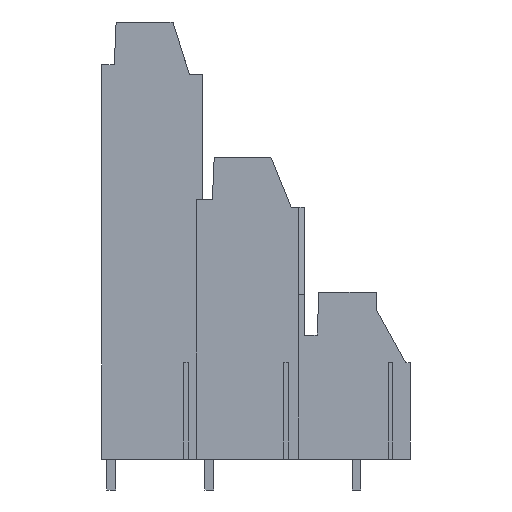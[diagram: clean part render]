
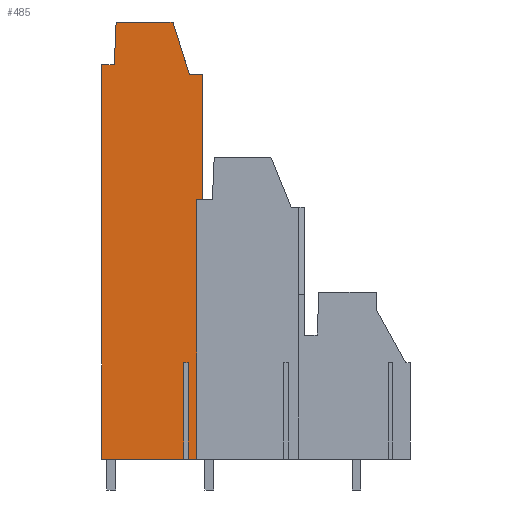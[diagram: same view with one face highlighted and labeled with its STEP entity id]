
A CAD part, left-side view. The second image highlights one B-rep face of the part: STEP entity #485.
In plain terms, the highlighted planar face has unit normal (-1, 0, 0).
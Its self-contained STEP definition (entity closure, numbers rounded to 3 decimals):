
#386=AXIS2_PLACEMENT_3D('Plane Axis2P3D',#383,#384,#385) ;
#109=CARTESIAN_POINT('Vertex',(2.5,30.488,48.47)) ;
#112=CARTESIAN_POINT('Line Origine',(2.5,41.393,48.47)) ;
#116=CARTESIAN_POINT('Vertex',(2.5,24.592,48.47)) ;
#357=CARTESIAN_POINT('Line Origine',(2.5,30.584,46.26)) ;
#361=CARTESIAN_POINT('Vertex',(2.5,30.681,44.05)) ;
#383=CARTESIAN_POINT('Axis2P3D Location',(2.5,21.84,31.2)) ;
#388=CARTESIAN_POINT('Line Origine',(2.5,22.131,25.835)) ;
#392=CARTESIAN_POINT('Vertex',(2.5,22.131,3.2)) ;
#394=CARTESIAN_POINT('Vertex',(2.5,22.131,30.05)) ;
#397=CARTESIAN_POINT('Line Origine',(2.5,26.745,30.05)) ;
#401=CARTESIAN_POINT('Vertex',(2.5,21.49,30.05)) ;
#404=CARTESIAN_POINT('Line Origine',(2.5,21.49,25.835)) ;
#408=CARTESIAN_POINT('Vertex',(2.5,21.49,43.)) ;
#411=CARTESIAN_POINT('Line Origine',(2.5,26.745,43.)) ;
#415=CARTESIAN_POINT('Vertex',(2.5,22.898,43.)) ;
#419=CARTESIAN_POINT('Control Point',(2.5,24.592,48.47)) ;
#420=CARTESIAN_POINT('Control Point',(2.5,22.898,43.)) ;
#422=CARTESIAN_POINT('Line Origine',(2.5,26.745,44.05)) ;
#426=CARTESIAN_POINT('Vertex',(2.5,32.,44.05)) ;
#429=CARTESIAN_POINT('Line Origine',(2.5,32.,25.835)) ;
#433=CARTESIAN_POINT('Vertex',(2.5,32.,3.2)) ;
#436=CARTESIAN_POINT('Line Origine',(2.5,26.745,3.2)) ;
#440=CARTESIAN_POINT('Vertex',(2.5,23.475,3.2)) ;
#443=CARTESIAN_POINT('Line Origine',(2.5,23.475,25.835)) ;
#447=CARTESIAN_POINT('Vertex',(2.5,23.475,13.2)) ;
#450=CARTESIAN_POINT('Line Origine',(2.5,26.745,13.2)) ;
#454=CARTESIAN_POINT('Vertex',(2.5,23.025,13.2)) ;
#457=CARTESIAN_POINT('Line Origine',(2.5,23.025,25.835)) ;
#461=CARTESIAN_POINT('Vertex',(2.5,23.025,3.2)) ;
#464=CARTESIAN_POINT('Line Origine',(2.5,26.745,3.2)) ;
#113=DIRECTION('Vector Direction',(0.,1.,0.)) ;
#358=DIRECTION('Vector Direction',(0.,0.044,-0.999)) ;
#384=DIRECTION('Axis2P3D Direction',(1.,0.,0.)) ;
#385=DIRECTION('Axis2P3D XDirection',(0.,1.,0.)) ;
#389=DIRECTION('Vector Direction',(0.,0.,1.)) ;
#398=DIRECTION('Vector Direction',(0.,1.,0.)) ;
#405=DIRECTION('Vector Direction',(0.,0.,1.)) ;
#412=DIRECTION('Vector Direction',(0.,1.,0.)) ;
#423=DIRECTION('Vector Direction',(0.,1.,0.)) ;
#430=DIRECTION('Vector Direction',(0.,0.,1.)) ;
#437=DIRECTION('Vector Direction',(0.,1.,0.)) ;
#444=DIRECTION('Vector Direction',(0.,0.,1.)) ;
#451=DIRECTION('Vector Direction',(0.,1.,0.)) ;
#458=DIRECTION('Vector Direction',(0.,0.,1.)) ;
#465=DIRECTION('Vector Direction',(0.,1.,0.)) ;
#114=VECTOR('Line Direction',#113,1.) ;
#359=VECTOR('Line Direction',#358,1.) ;
#390=VECTOR('Line Direction',#389,1.) ;
#399=VECTOR('Line Direction',#398,1.) ;
#406=VECTOR('Line Direction',#405,1.) ;
#413=VECTOR('Line Direction',#412,1.) ;
#424=VECTOR('Line Direction',#423,1.) ;
#431=VECTOR('Line Direction',#430,1.) ;
#438=VECTOR('Line Direction',#437,1.) ;
#445=VECTOR('Line Direction',#444,1.) ;
#452=VECTOR('Line Direction',#451,1.) ;
#459=VECTOR('Line Direction',#458,1.) ;
#466=VECTOR('Line Direction',#465,1.) ;
#470=ORIENTED_EDGE('',*,*,#396,.T.) ;
#471=ORIENTED_EDGE('',*,*,#403,.T.) ;
#472=ORIENTED_EDGE('',*,*,#410,.F.) ;
#473=ORIENTED_EDGE('',*,*,#417,.T.) ;
#474=ORIENTED_EDGE('',*,*,#421,.F.) ;
#475=ORIENTED_EDGE('',*,*,#118,.T.) ;
#476=ORIENTED_EDGE('',*,*,#363,.T.) ;
#477=ORIENTED_EDGE('',*,*,#428,.T.) ;
#478=ORIENTED_EDGE('',*,*,#435,.F.) ;
#479=ORIENTED_EDGE('',*,*,#442,.F.) ;
#480=ORIENTED_EDGE('',*,*,#449,.T.) ;
#481=ORIENTED_EDGE('',*,*,#456,.T.) ;
#482=ORIENTED_EDGE('',*,*,#463,.F.) ;
#483=ORIENTED_EDGE('',*,*,#468,.F.) ;
#485=ADVANCED_FACE('housing',(#484),#387,.F.) ;
#418=B_SPLINE_CURVE_WITH_KNOTS('',1,(#419,#420),.UNSPECIFIED.,.F.,.U.,(2,2),(-2.863,2.863),.UNSPECIFIED.) ;
#118=EDGE_CURVE('',#117,#110,#115,.T.) ;
#363=EDGE_CURVE('',#110,#362,#360,.T.) ;
#396=EDGE_CURVE('',#393,#395,#391,.T.) ;
#403=EDGE_CURVE('',#395,#402,#400,.F.) ;
#410=EDGE_CURVE('',#409,#402,#407,.F.) ;
#417=EDGE_CURVE('',#409,#416,#414,.T.) ;
#421=EDGE_CURVE('',#117,#416,#418,.T.) ;
#428=EDGE_CURVE('',#362,#427,#425,.T.) ;
#435=EDGE_CURVE('',#434,#427,#432,.T.) ;
#442=EDGE_CURVE('',#441,#434,#439,.T.) ;
#449=EDGE_CURVE('',#441,#448,#446,.T.) ;
#456=EDGE_CURVE('',#448,#455,#453,.F.) ;
#463=EDGE_CURVE('',#462,#455,#460,.T.) ;
#468=EDGE_CURVE('',#393,#462,#467,.T.) ;
#469=EDGE_LOOP('',(#470,#471,#472,#473,#474,#475,#476,#477,#478,#479,#480,#481,#482,#483)) ;
#484=FACE_OUTER_BOUND('',#469,.T.) ;
#115=LINE('Line',#112,#114) ;
#360=LINE('Line',#357,#359) ;
#391=LINE('Line',#388,#390) ;
#400=LINE('Line',#397,#399) ;
#407=LINE('Line',#404,#406) ;
#414=LINE('Line',#411,#413) ;
#425=LINE('Line',#422,#424) ;
#432=LINE('Line',#429,#431) ;
#439=LINE('Line',#436,#438) ;
#446=LINE('Line',#443,#445) ;
#453=LINE('Line',#450,#452) ;
#460=LINE('Line',#457,#459) ;
#467=LINE('Line',#464,#466) ;
#387=PLANE('',#386) ;
#110=VERTEX_POINT('',#109) ;
#117=VERTEX_POINT('',#116) ;
#362=VERTEX_POINT('',#361) ;
#393=VERTEX_POINT('',#392) ;
#395=VERTEX_POINT('',#394) ;
#402=VERTEX_POINT('',#401) ;
#409=VERTEX_POINT('',#408) ;
#416=VERTEX_POINT('',#415) ;
#427=VERTEX_POINT('',#426) ;
#434=VERTEX_POINT('',#433) ;
#441=VERTEX_POINT('',#440) ;
#448=VERTEX_POINT('',#447) ;
#455=VERTEX_POINT('',#454) ;
#462=VERTEX_POINT('',#461) ;
